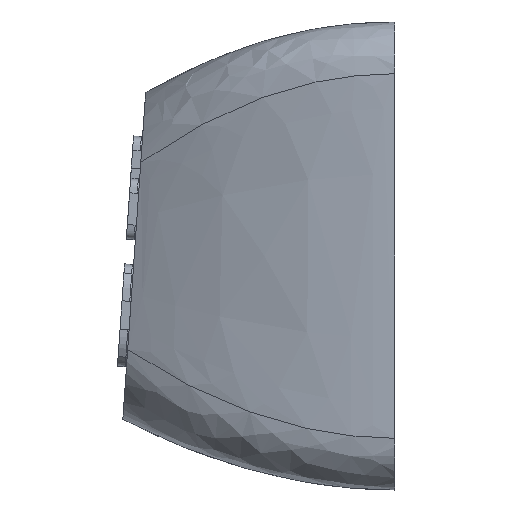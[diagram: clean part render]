
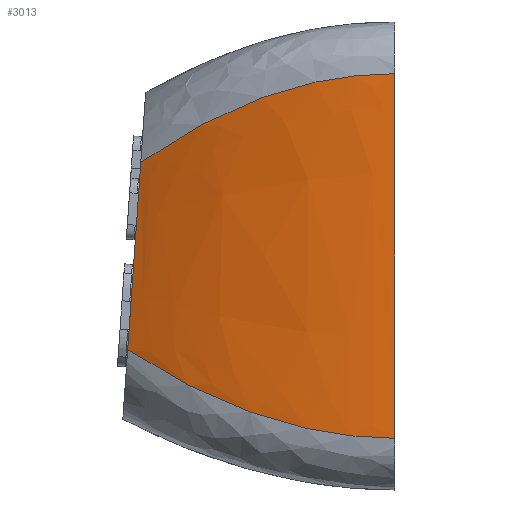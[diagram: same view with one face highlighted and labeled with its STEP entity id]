
A CAD part, left-side view. The second image highlights one B-rep face of the part: STEP entity #3013.
In plain terms, the highlighted free-form (B-spline) face has degree [3, 3] with [4, 4] control points.
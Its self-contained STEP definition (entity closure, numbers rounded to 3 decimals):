
#257=FACE_OUTER_BOUND('',#420,.T.);
#420=EDGE_LOOP('',(#2615,#2616,#2617,#2618));
#682=LINE('',#6640,#935);
#683=LINE('',#6689,#936);
#935=VECTOR('',#3543,10.);
#936=VECTOR('',#3546,10.);
#1108=B_SPLINE_CURVE_WITH_KNOTS('',3,(#6668,#6669,#6670,#6671),
 .UNSPECIFIED.,.F.,.F.,(4,4),(0.,1.),.UNSPECIFIED.);
#1109=B_SPLINE_CURVE_WITH_KNOTS('',3,(#6690,#6691,#6692,#6693),
 .UNSPECIFIED.,.F.,.F.,(4,4),(0.,1.),.UNSPECIFIED.);
#1403=VERTEX_POINT('',#6626);
#1409=VERTEX_POINT('',#6638);
#1411=VERTEX_POINT('',#6662);
#1412=VERTEX_POINT('',#6688);
#1843=EDGE_CURVE('',#1403,#1409,#682,.T.);
#1846=EDGE_CURVE('',#1411,#1403,#1108,.T.);
#1847=EDGE_CURVE('',#1411,#1412,#683,.T.);
#1848=EDGE_CURVE('',#1412,#1409,#1109,.T.);
#2615=ORIENTED_EDGE('',*,*,#1847,.F.);
#2616=ORIENTED_EDGE('',*,*,#1846,.T.);
#2617=ORIENTED_EDGE('',*,*,#1843,.T.);
#2618=ORIENTED_EDGE('',*,*,#1848,.F.);
#2859=B_SPLINE_SURFACE_WITH_KNOTS('',3,3,((#6672,#6673,#6674,#6675),(#6676,
#6677,#6678,#6679),(#6680,#6681,#6682,#6683),(#6684,#6685,#6686,#6687)),
 .UNSPECIFIED.,.F.,.F.,.F.,(4,4),(4,4),(0.,1.),(0.,1.),.UNSPECIFIED.);
#3013=ADVANCED_FACE('',(#257),#2859,.F.);
#3543=DIRECTION('',(0.,0.,1.));
#3546=DIRECTION('',(0.,-0.07,0.998));
#6626=CARTESIAN_POINT('',(0.,0.,2.));
#6638=CARTESIAN_POINT('',(0.,0.,16.1));
#6640=CARTESIAN_POINT('',(0.,0.,2.));
#6662=CARTESIAN_POINT('',(2.7,10.32,5.433));
#6668=CARTESIAN_POINT('Ctrl Pts',(2.7,10.32,5.433));
#6669=CARTESIAN_POINT('Ctrl Pts',(0.9,6.88,3.144));
#6670=CARTESIAN_POINT('Ctrl Pts',(0.,3.356,
2.));
#6671=CARTESIAN_POINT('Ctrl Pts',(0.,0.,2.));
#6672=CARTESIAN_POINT('Ctrl Pts',(2.7,10.32,5.433));
#6673=CARTESIAN_POINT('Ctrl Pts',(0.9,6.88,3.144));
#6674=CARTESIAN_POINT('Ctrl Pts',(0.,3.356,
2.));
#6675=CARTESIAN_POINT('Ctrl Pts',(0.,0.,2.));
#6676=CARTESIAN_POINT('Ctrl Pts',(2.7,10.221,6.843));
#6677=CARTESIAN_POINT('Ctrl Pts',(0.939,6.814,4.776));
#6678=CARTESIAN_POINT('Ctrl Pts',(0.,3.356,
3.047));
#6679=CARTESIAN_POINT('Ctrl Pts',(0.,0.,3.047));
#6680=CARTESIAN_POINT('Ctrl Pts',(2.7,9.913,11.261));
#6681=CARTESIAN_POINT('Ctrl Pts',(0.939,6.608,13.325));
#6682=CARTESIAN_POINT('Ctrl Pts',(0.,3.356,
15.053));
#6683=CARTESIAN_POINT('Ctrl Pts',(0.,0.,15.053));
#6684=CARTESIAN_POINT('Ctrl Pts',(2.7,9.814,12.671));
#6685=CARTESIAN_POINT('Ctrl Pts',(0.9,6.543,14.957));
#6686=CARTESIAN_POINT('Ctrl Pts',(0.,3.356,
16.1));
#6687=CARTESIAN_POINT('Ctrl Pts',(0.,0.,16.1));
#6688=CARTESIAN_POINT('',(2.7,9.814,12.671));
#6689=CARTESIAN_POINT('',(2.7,10.32,5.433));
#6690=CARTESIAN_POINT('Ctrl Pts',(2.7,9.814,12.671));
#6691=CARTESIAN_POINT('Ctrl Pts',(0.9,6.543,14.957));
#6692=CARTESIAN_POINT('Ctrl Pts',(0.,3.356,
16.1));
#6693=CARTESIAN_POINT('Ctrl Pts',(0.,0.,
16.1));
